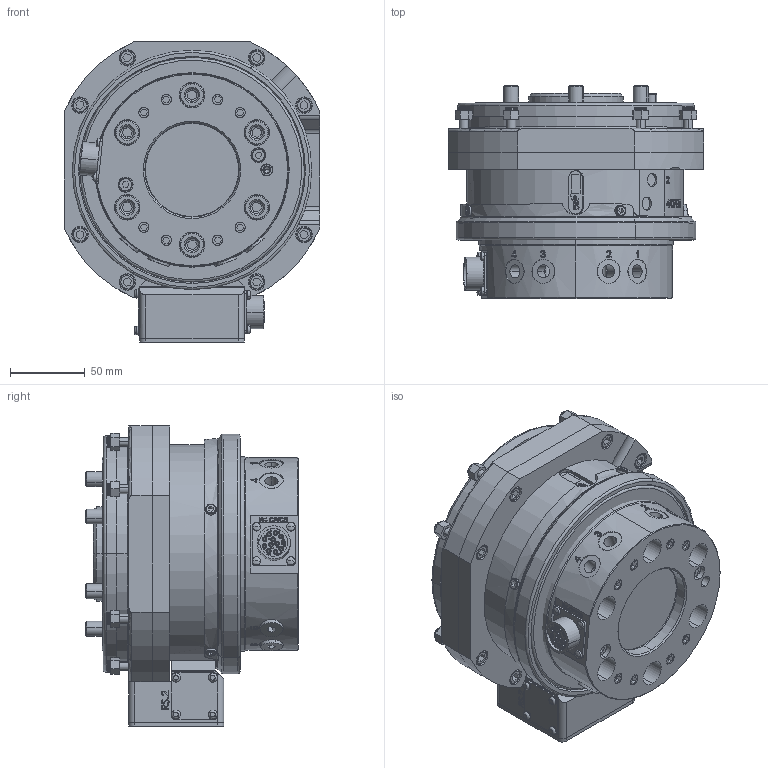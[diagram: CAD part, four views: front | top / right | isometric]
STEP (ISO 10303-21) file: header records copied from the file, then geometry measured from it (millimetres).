
FILE_DESCRIPTION (( 'STEP AP203' ), '1' );
FILE_NAME ('P1918.STEP', '2020-01-30T09:21:28', ( '' ), ( '' ), 'SwSTEP 2.0', 'SolidWorks 2017', '' );
FILE_SCHEMA (( 'CONFIG_CONTROL_DESIGN' ));
Length unit declared in the file: millimetre
Products named in the file (1): P1918
Bounding box: 171 x 142.2 x 200.5 mm (x, y, z)
Volume: 2906360.1 mm3; surface area: 479271.4 mm2
Topology: 102 solids, 104 shells, 2759 faces, 6492 edges, 4182 vertices
Faces by surface type: plane 1077, cylinder 904, bspline 326, cone 304, torus 136, sphere 12
Entity records: 109167 total; most frequent: CARTESIAN_POINT 46146, ORIENTED_EDGE 12976, DIRECTION 12677, EDGE_CURVE 6488, AXIS2_PLACEMENT_3D 4739, VERTEX_POINT 4182, EDGE_LOOP 3242, LINE 3199
